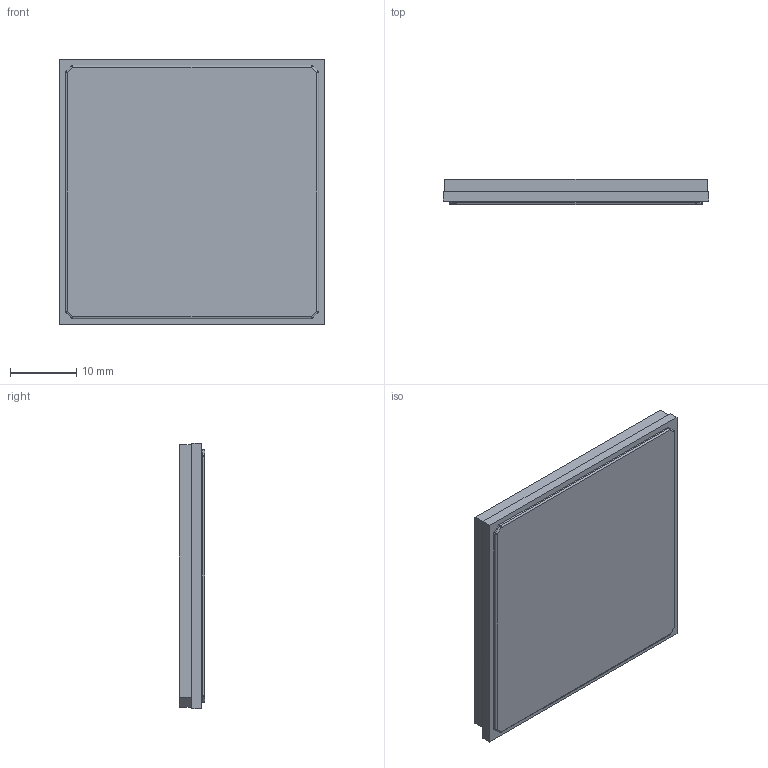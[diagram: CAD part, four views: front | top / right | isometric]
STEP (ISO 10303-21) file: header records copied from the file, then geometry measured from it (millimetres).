
FILE_DESCRIPTION((''),'2;1');
FILE_NAME('VC1902_VC1802-VC2102-VIVA1596_W_ASM','2019-12-06T14:27:20',('dino'),(''),'CREO PARAMETRIC BY PTC INC, 2018500','CREO PARAMETRIC BY PTC INC, 2018500','');
FILE_SCHEMA(('AUTOMOTIVE_DESIGN { 1 0 10303 214 1 1 1 1 }'));
Length unit declared in the file: millimetre
Products named in the file (6): SUB0286_3; DIE0286_3; ADH0027_4; PSF0027_4; VC1902_VC1802-VC2102-VSVA2197_1_ASM; VC1902_VC1802-VC2102-VIVA1596_W_ASM
Assembly tree (5 placements, depth 3):
  VC1902_VC1802-VC2102-VIVA1596_W_ASM
    VC1902_VC1802-VC2102-VSVA2197_1_ASM
      SUB0286_3
      DIE0286_3
      ADH0027_4
      PSF0027_4
Bounding box: 40 x 3.8 x 40 mm (x, y, z)
Volume: 4567.6 mm3; surface area: 7701.5 mm2
Topology: 4 solids, 4 shells, 113 faces, 278 edges, 168 vertices
Faces by surface type: plane 60, cylinder 41, sphere 8, bspline 4
Entity records: 4432 total; most frequent: CARTESIAN_POINT 712, DIRECTION 592, ORIENTED_EDGE 532, EDGE_CURVE 266, AXIS2_PLACEMENT_3D 206, VECTOR 180, LINE 180, PRESENTATION_STYLE_ASSIGNMENT 171
